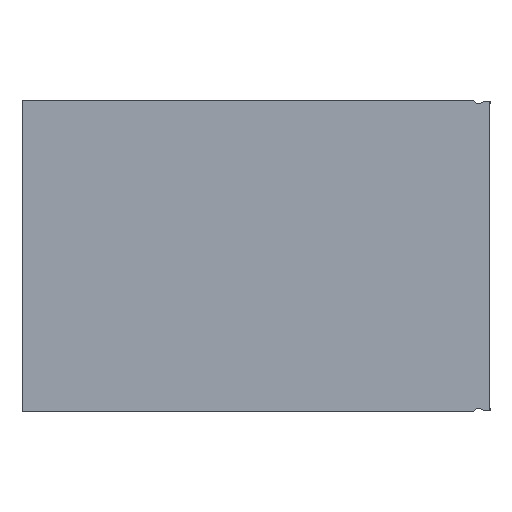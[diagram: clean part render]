
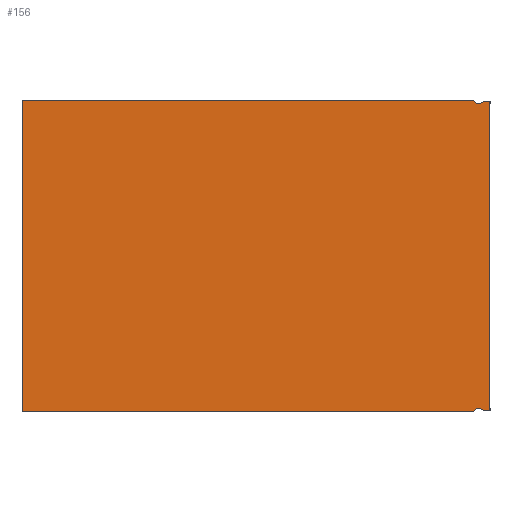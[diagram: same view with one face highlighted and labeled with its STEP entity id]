
A CAD part, front view. The second image highlights one B-rep face of the part: STEP entity #156.
In plain terms, the highlighted planar face has unit normal (0, -1, 0).
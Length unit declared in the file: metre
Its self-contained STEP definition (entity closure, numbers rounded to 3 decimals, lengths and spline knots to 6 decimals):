
#156 = ADVANCED_FACE( '', ( #345 ), #346, .F. );
#345 = FACE_OUTER_BOUND( '', #560, .T. );
#346 = PLANE( '', #561 );
#560 = EDGE_LOOP( '', ( #953, #954, #955, #956, #957, #958, #959, #960, #961, #962 ) );
#561 = AXIS2_PLACEMENT_3D( '', #963, #964, #965 );
#953 = ORIENTED_EDGE( '', *, *, #1451, .T. );
#954 = ORIENTED_EDGE( '', *, *, #1461, .T. );
#955 = ORIENTED_EDGE( '', *, *, #1462, .T. );
#956 = ORIENTED_EDGE( '', *, *, #1351, .T. );
#957 = ORIENTED_EDGE( '', *, *, #1414, .T. );
#958 = ORIENTED_EDGE( '', *, *, #1420, .T. );
#959 = ORIENTED_EDGE( '', *, *, #1331, .T. );
#960 = ORIENTED_EDGE( '', *, *, #1463, .T. );
#961 = ORIENTED_EDGE( '', *, *, #1464, .T. );
#962 = ORIENTED_EDGE( '', *, *, #1465, .T. );
#963 = CARTESIAN_POINT( '', ( 0., 0., 0. ) );
#964 = DIRECTION( '', ( 0., 1., 0. ) );
#965 = DIRECTION( '', ( 1., 0., 0. ) );
#1331 = EDGE_CURVE( '', #1602, #1600, #1603, .T. );
#1351 = EDGE_CURVE( '', #1640, #1637, #1641, .T. );
#1414 = EDGE_CURVE( '', #1637, #1735, #1737, .T. );
#1420 = EDGE_CURVE( '', #1735, #1602, #1745, .T. );
#1451 = EDGE_CURVE( '', #1795, #1793, #1796, .T. );
#1461 = EDGE_CURVE( '', #1793, #1808, #1809, .T. );
#1462 = EDGE_CURVE( '', #1808, #1640, #1810, .T. );
#1463 = EDGE_CURVE( '', #1600, #1811, #1812, .T. );
#1464 = EDGE_CURVE( '', #1811, #1813, #1814, .T. );
#1465 = EDGE_CURVE( '', #1813, #1795, #1815, .T. );
#1600 = VERTEX_POINT( '', #1999 );
#1602 = VERTEX_POINT( '', #2002 );
#1603 = CIRCLE( '', #2003, 0.004 );
#1637 = VERTEX_POINT( '', #2050 );
#1640 = VERTEX_POINT( '', #2054 );
#1641 = LINE( '', #2055, #2056 );
#1735 = VERTEX_POINT( '', #2250 );
#1737 = CIRCLE( '', #2253, 0.002109 );
#1745 = CIRCLE( '', #2264, 0.001 );
#1793 = VERTEX_POINT( '', #2343 );
#1795 = VERTEX_POINT( '', #2346 );
#1796 = CIRCLE( '', #2347, 0.002109 );
#1808 = VERTEX_POINT( '', #2365 );
#1809 = LINE( '', #2366, #2367 );
#1810 = LINE( '', #2368, #2369 );
#1811 = VERTEX_POINT( '', #2370 );
#1812 = LINE( '', #2371, #2372 );
#1813 = VERTEX_POINT( '', #2373 );
#1814 = CIRCLE( '', #2374, 0.004 );
#1815 = CIRCLE( '', #2375, 0.001 );
#1999 = CARTESIAN_POINT( '', ( 0.06, 0., -0.039667 ) );
#2002 = CARTESIAN_POINT( '', ( 0.05772, 0., -0.039306 ) );
#2003 = AXIS2_PLACEMENT_3D( '', #2573, #2574, #2575 );
#2050 = CARTESIAN_POINT( '', ( 0.054723, 0., -0.04 ) );
#2054 = CARTESIAN_POINT( '', ( -0.06, 0., -0.04 ) );
#2055 = CARTESIAN_POINT( '', ( -0.06, 0., -0.04 ) );
#2056 = VECTOR( '', #2599, 1. );
#2250 = CARTESIAN_POINT( '', ( 0.05621, 0., -0.039387 ) );
#2253 = AXIS2_PLACEMENT_3D( '', #2658, #2659, #2660 );
#2264 = AXIS2_PLACEMENT_3D( '', #2664, #2665, #2666 );
#2343 = CARTESIAN_POINT( '', ( 0.054723, 0., 0.04 ) );
#2346 = CARTESIAN_POINT( '', ( 0.05621, 0., 0.039387 ) );
#2347 = AXIS2_PLACEMENT_3D( '', #2696, #2697, #2698 );
#2365 = CARTESIAN_POINT( '', ( -0.06, 0., 0.04 ) );
#2366 = CARTESIAN_POINT( '', ( 0.06, 0., 0.04 ) );
#2367 = VECTOR( '', #2705, 1. );
#2368 = CARTESIAN_POINT( '', ( -0.06, 0., 0.04 ) );
#2369 = VECTOR( '', #2706, 1. );
#2370 = CARTESIAN_POINT( '', ( 0.06, 0., 0.039667 ) );
#2371 = CARTESIAN_POINT( '', ( 0.06, 0., -0.04 ) );
#2372 = VECTOR( '', #2707, 1. );
#2373 = CARTESIAN_POINT( '', ( 0.05772, 0., 0.039306 ) );
#2374 = AXIS2_PLACEMENT_3D( '', #2708, #2709, #2710 );
#2375 = AXIS2_PLACEMENT_3D( '', #2711, #2712, #2713 );
#2573 = CARTESIAN_POINT( '', ( 0.059459, 0., -0.035703 ) );
#2574 = DIRECTION( '', ( 0., -1., 0. ) );
#2575 = DIRECTION( '', ( -0.135, 0., 0.991 ) );
#2599 = DIRECTION( '', ( 1., 0., 0. ) );
#2658 = CARTESIAN_POINT( '', ( 0.054723, 0., -0.037891 ) );
#2659 = DIRECTION( '', ( 0., -1., 0. ) );
#2660 = DIRECTION( '', ( -0.761, 0., 0.649 ) );
#2664 = CARTESIAN_POINT( '', ( 0.057, 0., -0.04 ) );
#2665 = DIRECTION( '', ( 0., 1., 0. ) );
#2666 = DIRECTION( '', ( -1., 0., 0. ) );
#2696 = CARTESIAN_POINT( '', ( 0.054723, 0., 0.037891 ) );
#2697 = DIRECTION( '', ( 0., -1., 0. ) );
#2698 = DIRECTION( '', ( -0.761, 0., -0.649 ) );
#2705 = DIRECTION( '', ( -1., 0., 0. ) );
#2706 = DIRECTION( '', ( 0., 0., -1. ) );
#2707 = DIRECTION( '', ( 0., 0., 1. ) );
#2708 = CARTESIAN_POINT( '', ( 0.059459, 0., 0.035703 ) );
#2709 = DIRECTION( '', ( 0., -1., 0. ) );
#2710 = DIRECTION( '', ( -0.135, 0., -0.991 ) );
#2711 = CARTESIAN_POINT( '', ( 0.057, 0., 0.04 ) );
#2712 = DIRECTION( '', ( 0., 1., 0. ) );
#2713 = DIRECTION( '', ( -1., 0., 0. ) );
